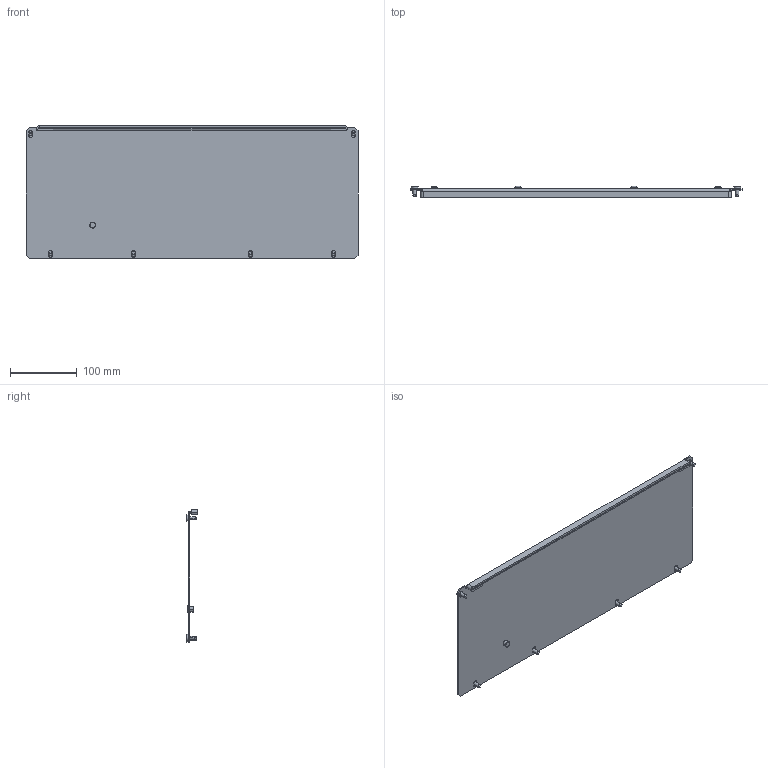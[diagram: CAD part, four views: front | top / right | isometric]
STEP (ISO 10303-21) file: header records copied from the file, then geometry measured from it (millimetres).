
FILE_DESCRIPTION (( 'STEP AP203' ), '1' );
FILE_NAME ('UR74000206000 Ïàíåëü îñíîâàíèÿ ãëóõàÿ êîíöåâàÿ 200ìì RS52 00.60 (000.801.740-02).STEP', '2022-04-15T11:19:27', ( '' ), ( '' ), 'SwSTEP 2.0', 'SolidWorks 2017', '' );
FILE_SCHEMA (( 'CONFIG_CONTROL_DESIGN' ));
Length unit declared in the file: millimetre
Products named in the file (6): Óïëîòíèòåëü 3õ10 ïàíåëåé îñíîâàíèÿ LC3 00.80_04 (00.60); 003-550 Ïàíåëü îñíîâàíèÿ RS52_04 (00.60); 000.130.520 Ïàíåëü îñíîâàíèÿ RS52 ãëóõàÿ êîíöåâàÿ 200 ìì_04 (00.60); Âèíò DIN 7500 C TORX_Œ5å12; UR74000206000 Ïàíåëü îñíîâàíèÿ ãëóõàÿ êîíöåâàÿ 200ìì RS52 00.60 (000.801.740-02); ч蜱齁罻 ST-9
Assembly tree (10 placements, depth 3):
  UR74000206000 Ïàíåëü îñíîâàíèÿ ãëóõàÿ êîíöåâàÿ 200ìì RS52 00.60 (000.801.740-02)
    000.130.520 Ïàíåëü îñíîâàíèÿ RS52 ãëóõàÿ êîíöåâàÿ 200 ìì_04 (00.60)
      003-550 Ïàíåëü îñíîâàíèÿ RS52_04 (00.60)
      Óïëîòíèòåëü 3õ10 ïàíåëåé îñíîâàíèÿ LC3 00.80_04 (00.60)
      ч蜱齁罻 ST-9
    Âèíò DIN 7500 C TORX_Œ5å12  x6
Bounding box: 498 x 17.84 x 199.5 mm (x, y, z)
Volume: 222853.8 mm3; surface area: 224622.4 mm2
Topology: 9 solids, 9 shells, 346 faces, 914 edges, 594 vertices
Faces by surface type: plane 162, cylinder 138, cone 26, sphere 12, torus 8
Entity records: 5100 total; most frequent: CARTESIAN_POINT 855, DIRECTION 767, ORIENTED_EDGE 708, EDGE_CURVE 354, AXIS2_PLACEMENT_3D 282, VERTEX_POINT 224, VECTOR 203, LINE 203
